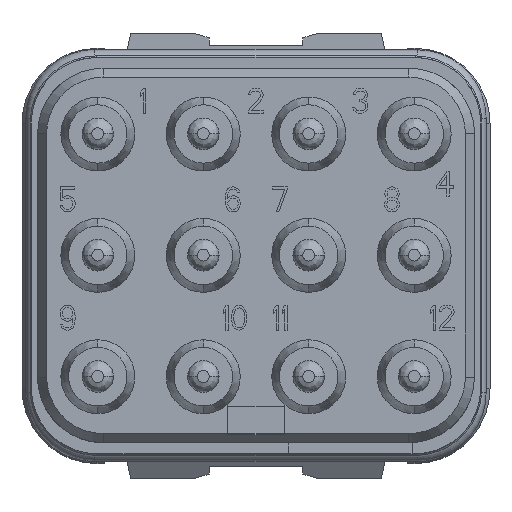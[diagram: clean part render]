
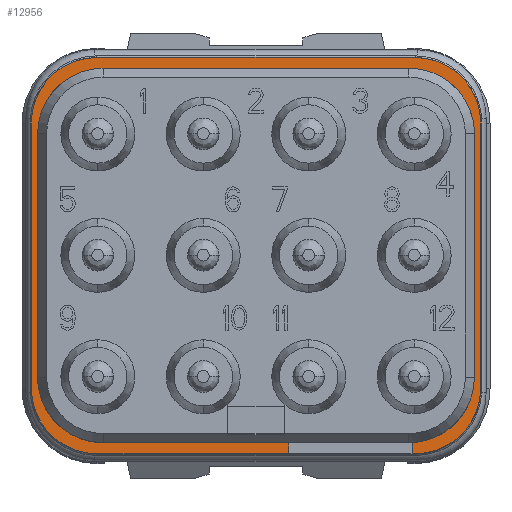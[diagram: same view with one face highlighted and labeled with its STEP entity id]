
A CAD part, top view. The second image highlights one B-rep face of the part: STEP entity #12956.
In plain terms, the highlighted planar face has unit normal (0, 0, 1).
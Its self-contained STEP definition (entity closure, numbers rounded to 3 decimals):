
#1=DIRECTION('',(-1.,0.,0.));
#2=VECTOR('',#1,0.1);
#3=CARTESIAN_POINT('',(5.1,-6.35,0.));
#4=LINE('',#3,#2);
#5=DIRECTION('',(0.,-1.,0.));
#6=VECTOR('',#5,0.352);
#7=CARTESIAN_POINT('',(5.,-5.998,0.));
#8=LINE('',#7,#6);
#9=CARTESIAN_POINT('',(4.9,-3.9,0.));
#10=DIRECTION('',(0.,0.,1.));
#11=DIRECTION('',(0.048,-0.999,0.));
#12=AXIS2_PLACEMENT_3D('',#9,#10,#11);
#14=DIRECTION('',(0.,1.,0.));
#15=VECTOR('',#14,7.8);
#16=CARTESIAN_POINT('',(7.,-3.9,0.));
#17=LINE('',#16,#15);
#18=CARTESIAN_POINT('',(4.9,3.9,0.));
#19=DIRECTION('',(0.,0.,1.));
#20=DIRECTION('',(1.,0.,0.));
#21=AXIS2_PLACEMENT_3D('',#18,#19,#20);
#23=DIRECTION('',(-1.,0.,0.));
#24=VECTOR('',#23,9.8);
#25=CARTESIAN_POINT('',(4.9,6.,0.));
#26=LINE('',#25,#24);
#27=CARTESIAN_POINT('',(-4.9,3.9,0.));
#28=DIRECTION('',(0.,0.,1.));
#29=DIRECTION('',(0.,1.,0.));
#30=AXIS2_PLACEMENT_3D('',#27,#28,#29);
#32=DIRECTION('',(0.,-1.,0.));
#33=VECTOR('',#32,7.8);
#34=CARTESIAN_POINT('',(-7.,3.9,0.));
#35=LINE('',#34,#33);
#36=CARTESIAN_POINT('',(-4.9,-3.9,0.));
#37=DIRECTION('',(0.,0.,1.));
#38=DIRECTION('',(-1.,0.,0.));
#39=AXIS2_PLACEMENT_3D('',#36,#37,#38);
#41=DIRECTION('',(1.,0.,0.));
#42=VECTOR('',#41,5.95);
#43=CARTESIAN_POINT('',(-4.9,-6.,0.));
#44=LINE('',#43,#42);
#45=DIRECTION('',(0.,-1.,0.));
#46=VECTOR('',#45,0.35);
#47=CARTESIAN_POINT('',(1.05,-6.,0.));
#48=LINE('',#47,#46);
#49=DIRECTION('',(-1.,0.,0.));
#50=VECTOR('',#49,6.15);
#51=CARTESIAN_POINT('',(1.05,-6.35,0.));
#52=LINE('',#51,#50);
#53=DIRECTION('',(0.,1.,0.));
#54=VECTOR('',#53,8.5);
#55=CARTESIAN_POINT('',(-7.2,-4.25,0.));
#56=LINE('',#55,#54);
#57=DIRECTION('',(1.,0.,0.));
#58=VECTOR('',#57,10.2);
#59=CARTESIAN_POINT('',(-5.1,6.35,0.));
#60=LINE('',#59,#58);
#61=DIRECTION('',(0.,-1.,0.));
#62=VECTOR('',#61,8.5);
#63=CARTESIAN_POINT('',(7.2,4.25,0.));
#64=LINE('',#63,#62);
#117=CARTESIAN_POINT('',(5.1,-4.25,0.));
#118=DIRECTION('',(0.,0.,-1.));
#119=DIRECTION('',(1.,0.,0.));
#120=AXIS2_PLACEMENT_3D('',#117,#118,#119);
#162=CARTESIAN_POINT('',(5.1,4.25,0.));
#163=DIRECTION('',(0.,0.,-1.));
#164=DIRECTION('',(0.,1.,0.));
#165=AXIS2_PLACEMENT_3D('',#162,#163,#164);
#207=CARTESIAN_POINT('',(-5.1,4.25,0.));
#208=DIRECTION('',(0.,0.,-1.));
#209=DIRECTION('',(-1.,0.,0.));
#210=AXIS2_PLACEMENT_3D('',#207,#208,#209);
#252=CARTESIAN_POINT('',(-5.1,-4.25,0.));
#253=DIRECTION('',(0.,0.,-1.));
#254=DIRECTION('',(0.,-1.,0.));
#255=AXIS2_PLACEMENT_3D('',#252,#253,#254);
#10034=CARTESIAN_POINT('',(5.1,6.35,0.));
#10035=CARTESIAN_POINT('',(7.2,4.25,0.));
#10036=VERTEX_POINT('',#10034);
#10037=VERTEX_POINT('',#10035);
#10038=CARTESIAN_POINT('',(-7.2,4.25,0.));
#10039=CARTESIAN_POINT('',(-5.1,6.35,0.));
#10040=VERTEX_POINT('',#10038);
#10041=VERTEX_POINT('',#10039);
#10042=CARTESIAN_POINT('',(-5.1,-6.35,0.));
#10043=CARTESIAN_POINT('',(-7.2,-4.25,0.));
#10044=VERTEX_POINT('',#10042);
#10045=VERTEX_POINT('',#10043);
#10046=CARTESIAN_POINT('',(7.2,-4.25,0.));
#10047=CARTESIAN_POINT('',(5.1,-6.35,0.));
#10048=VERTEX_POINT('',#10046);
#10049=VERTEX_POINT('',#10047);
#10134=CARTESIAN_POINT('',(-7.,3.9,0.));
#10135=CARTESIAN_POINT('',(-7.,-3.9,0.));
#10136=VERTEX_POINT('',#10134);
#10137=VERTEX_POINT('',#10135);
#10138=CARTESIAN_POINT('',(-4.9,-6.,0.));
#10139=VERTEX_POINT('',#10138);
#10140=CARTESIAN_POINT('',(7.,-3.9,0.));
#10141=CARTESIAN_POINT('',(7.,3.9,0.));
#10142=VERTEX_POINT('',#10140);
#10143=VERTEX_POINT('',#10141);
#10144=CARTESIAN_POINT('',(4.9,6.,0.));
#10145=VERTEX_POINT('',#10144);
#10146=CARTESIAN_POINT('',(-4.9,6.,0.));
#10147=VERTEX_POINT('',#10146);
#10168=CARTESIAN_POINT('',(5.,-6.35,0.));
#10169=VERTEX_POINT('',#10168);
#10170=CARTESIAN_POINT('',(1.05,-6.35,0.));
#10171=VERTEX_POINT('',#10170);
#10172=CARTESIAN_POINT('',(1.05,-6.,0.));
#10173=VERTEX_POINT('',#10172);
#10178=CARTESIAN_POINT('',(5.,-5.998,0.));
#10179=VERTEX_POINT('',#10178);
#12911=CARTESIAN_POINT('',(0.,0.,0.));
#12912=DIRECTION('',(0.,0.,1.));
#12913=DIRECTION('',(1.,0.,0.));
#12914=AXIS2_PLACEMENT_3D('',#12911,#12912,#12913);
#12915=PLANE('',#12914);
#12917=ORIENTED_EDGE('',*,*,#12916,.T.);
#12919=ORIENTED_EDGE('',*,*,#12918,.F.);
#12921=ORIENTED_EDGE('',*,*,#12920,.T.);
#12923=ORIENTED_EDGE('',*,*,#12922,.T.);
#12925=ORIENTED_EDGE('',*,*,#12924,.T.);
#12927=ORIENTED_EDGE('',*,*,#12926,.T.);
#12929=ORIENTED_EDGE('',*,*,#12928,.T.);
#12931=ORIENTED_EDGE('',*,*,#12930,.T.);
#12933=ORIENTED_EDGE('',*,*,#12932,.T.);
#12935=ORIENTED_EDGE('',*,*,#12934,.T.);
#12937=ORIENTED_EDGE('',*,*,#12936,.T.);
#12939=ORIENTED_EDGE('',*,*,#12938,.T.);
#12941=ORIENTED_EDGE('',*,*,#12940,.T.);
#12943=ORIENTED_EDGE('',*,*,#12942,.T.);
#12945=ORIENTED_EDGE('',*,*,#12944,.T.);
#12947=ORIENTED_EDGE('',*,*,#12946,.T.);
#12949=ORIENTED_EDGE('',*,*,#12948,.T.);
#12951=ORIENTED_EDGE('',*,*,#12950,.T.);
#12953=ORIENTED_EDGE('',*,*,#12952,.T.);
#12954=EDGE_LOOP('',(#12917,#12919,#12921,#12923,#12925,#12927,#12929,#12931,
#12933,#12935,#12937,#12939,#12941,#12943,#12945,#12947,#12949,#12951,#12953));
#12955=FACE_OUTER_BOUND('',#12954,.F.);
#12956=ADVANCED_FACE('',(#12955),#12915,.T.);
#13=CIRCLE('',#12,2.1);
#22=CIRCLE('',#21,2.1);
#31=CIRCLE('',#30,2.1);
#40=CIRCLE('',#39,2.1);
#121=CIRCLE('',#120,2.1);
#166=CIRCLE('',#165,2.1);
#211=CIRCLE('',#210,2.1);
#256=CIRCLE('',#255,2.1);
#12916=EDGE_CURVE('',#10049,#10169,#4,.T.);
#12918=EDGE_CURVE('',#10179,#10169,#8,.T.);
#12920=EDGE_CURVE('',#10179,#10142,#13,.T.);
#12922=EDGE_CURVE('',#10142,#10143,#17,.T.);
#12924=EDGE_CURVE('',#10143,#10145,#22,.T.);
#12926=EDGE_CURVE('',#10145,#10147,#26,.T.);
#12928=EDGE_CURVE('',#10147,#10136,#31,.T.);
#12930=EDGE_CURVE('',#10136,#10137,#35,.T.);
#12932=EDGE_CURVE('',#10137,#10139,#40,.T.);
#12934=EDGE_CURVE('',#10139,#10173,#44,.T.);
#12936=EDGE_CURVE('',#10173,#10171,#48,.T.);
#12938=EDGE_CURVE('',#10171,#10044,#52,.T.);
#12940=EDGE_CURVE('',#10044,#10045,#256,.T.);
#12942=EDGE_CURVE('',#10045,#10040,#56,.T.);
#12944=EDGE_CURVE('',#10040,#10041,#211,.T.);
#12946=EDGE_CURVE('',#10041,#10036,#60,.T.);
#12948=EDGE_CURVE('',#10036,#10037,#166,.T.);
#12950=EDGE_CURVE('',#10037,#10048,#64,.T.);
#12952=EDGE_CURVE('',#10048,#10049,#121,.T.);
